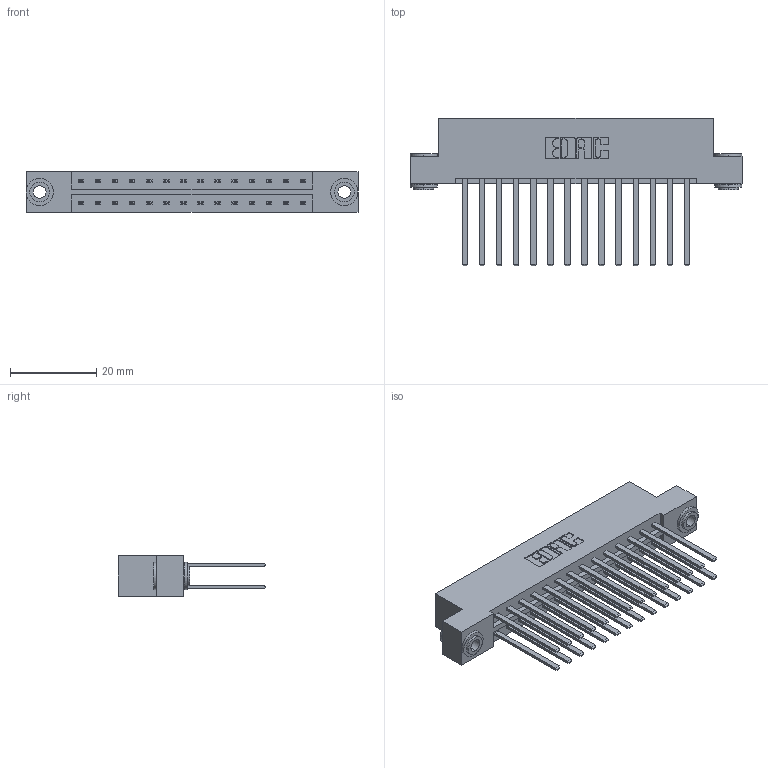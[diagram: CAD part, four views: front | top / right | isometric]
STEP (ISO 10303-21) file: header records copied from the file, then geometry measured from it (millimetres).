
FILE_DESCRIPTION (( 'STEP AP203' ), '1' );
FILE_NAME ('333-028-544-203.STEP', '2018-08-02T15:30:24', ( '' ), ( '' ), 'SwSTEP 2.0', 'SolidWorks 2016', '' );
FILE_SCHEMA (( 'CONFIG_CONTROL_DESIGN' ));
Length unit declared in the file: inch
Products named in the file (4): 345-292-001_345-293-144; 345-250-002_345-250-002-102; 333-028-544-203; 333 Part_Flush - .156 Dia - TH
Assembly tree (31 placements, depth 2):
  333-028-544-203
    333 Part_Flush - .156 Dia - TH
    345-292-001_345-293-144  x28
    345-250-002_345-250-002-102  x2
Bounding box: 77.01 x 34.3 x 9.4 mm (x, y, z)
Volume: 8012.6 mm3; surface area: 10656.7 mm2
Topology: 31 solids, 31 shells, 1440 faces, 4223 edges, 2774 vertices
Faces by surface type: plane 976, cylinder 456, cone 8
Entity records: 13094 total; most frequent: CARTESIAN_POINT 2177, ORIENTED_EDGE 2106, DIRECTION 1939, EDGE_CURVE 1053, VECTOR 905, LINE 905, VERTEX_POINT 698, AXIS2_PLACEMENT_3D 517
